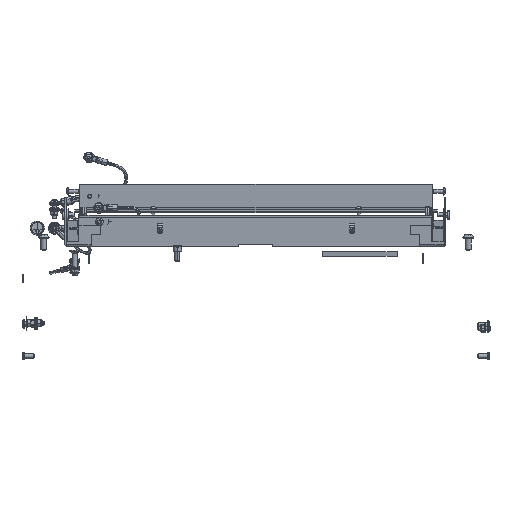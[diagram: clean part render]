
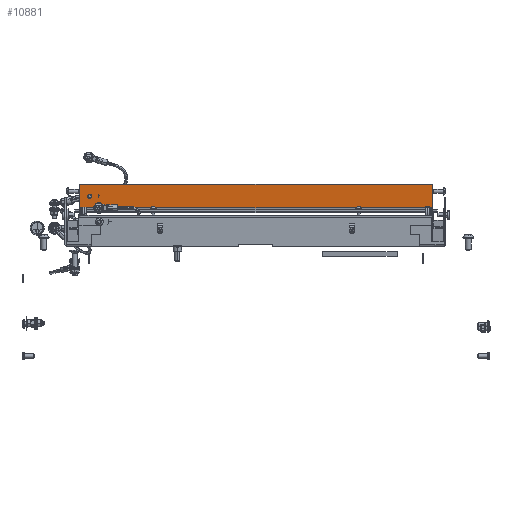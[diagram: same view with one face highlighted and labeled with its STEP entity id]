
A CAD part, top view. The second image highlights one B-rep face of the part: STEP entity #10881.
In plain terms, the highlighted face is planar.
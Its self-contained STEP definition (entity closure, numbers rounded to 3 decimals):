
#851 = EDGE_CURVE ( 'NONE', #31673, #10742, #32911, .T. ) ;
#2035 = DIRECTION ( 'NONE',  ( -1., 0., 0. ) ) ;
#5310 = ORIENTED_EDGE ( 'NONE', *, *, #28683, .F. ) ;
#6529 = VECTOR ( 'NONE', #39384, 1000. ) ;
#8479 = EDGE_CURVE ( 'NONE', #16989, #28308, #43050, .T. ) ;
#10117 = FACE_BOUND ( 'NONE', #39091, .T. ) ;
#10384 = AXIS2_PLACEMENT_3D ( 'NONE', #15583, #29737, #32941 ) ;
#10551 = ORIENTED_EDGE ( 'NONE', *, *, #8479, .F. ) ;
#10742 = VERTEX_POINT ( 'NONE', #31421 ) ;
#10881 = ADVANCED_FACE ( 'NONE', ( #10117, #37922 ), #22580, .F. ) ;
#11234 = ORIENTED_EDGE ( 'NONE', *, *, #33421, .F. ) ;
#11332 = VECTOR ( 'NONE', #13821, 1000. ) ;
#12073 = CIRCLE ( 'NONE', #23145, 1.65 ) ;
#13382 = CARTESIAN_POINT ( 'NONE',  ( -165., 14., 2. ) ) ;
#13415 = CARTESIAN_POINT ( 'NONE',  ( 175., 25., 2. ) ) ;
#13678 = ORIENTED_EDGE ( 'NONE', *, *, #851, .F. ) ;
#13821 = DIRECTION ( 'NONE',  ( 0., -1., 0. ) ) ;
#14135 = LINE ( 'NONE', #39968, #26099 ) ;
#14947 = CARTESIAN_POINT ( 'NONE',  ( -165., 14., 2. ) ) ;
#15256 = DIRECTION ( 'NONE',  ( 1., 0., 0. ) ) ;
#15583 = CARTESIAN_POINT ( 'NONE',  ( 175., 2., 2. ) ) ;
#16231 = CARTESIAN_POINT ( 'NONE',  ( -175., 2., 2. ) ) ;
#16989 = VERTEX_POINT ( 'NONE', #13415 ) ;
#17265 = EDGE_LOOP ( 'NONE', ( #21592, #11234, #10551, #37804 ) ) ;
#21592 = ORIENTED_EDGE ( 'NONE', *, *, #25208, .T. ) ;
#21885 = CARTESIAN_POINT ( 'NONE',  ( -163.35, 14., 2. ) ) ;
#22580 = PLANE ( 'NONE',  #10384 ) ;
#23145 = AXIS2_PLACEMENT_3D ( 'NONE', #13382, #44655, #23592 ) ;
#23592 = DIRECTION ( 'NONE',  ( 1., 0., 0. ) ) ;
#25208 = EDGE_CURVE ( 'NONE', #34703, #25487, #34255, .T. ) ;
#25487 = VERTEX_POINT ( 'NONE', #16231 ) ;
#26099 = VECTOR ( 'NONE', #2035, 1000. ) ;
#28308 = VERTEX_POINT ( 'NONE', #44263 ) ;
#28683 = EDGE_CURVE ( 'NONE', #10742, #31673, #12073, .T. ) ;
#29522 = DIRECTION ( 'NONE',  ( -1., 0., 0. ) ) ;
#29737 = DIRECTION ( 'NONE',  ( 0., 0., -1. ) ) ;
#31421 = CARTESIAN_POINT ( 'NONE',  ( -166.65, 14., 2. ) ) ;
#31673 = VERTEX_POINT ( 'NONE', #21885 ) ;
#32281 = DIRECTION ( 'NONE',  ( 0., 0., 1. ) ) ;
#32911 = CIRCLE ( 'NONE', #35110, 1.65 ) ;
#32941 = DIRECTION ( 'NONE',  ( 0., 1., 0. ) ) ;
#33421 = EDGE_CURVE ( 'NONE', #28308, #25487, #37420, .T. ) ;
#33840 = CARTESIAN_POINT ( 'NONE',  ( -175., 25., 2. ) ) ;
#34255 = LINE ( 'NONE', #44773, #11332 ) ;
#34703 = VERTEX_POINT ( 'NONE', #33840 ) ;
#35110 = AXIS2_PLACEMENT_3D ( 'NONE', #14947, #32281, #15256 ) ;
#36317 = VECTOR ( 'NONE', #29522, 1000. ) ;
#37420 = LINE ( 'NONE', #43425, #36317 ) ;
#37804 = ORIENTED_EDGE ( 'NONE', *, *, #39177, .T. ) ;
#37922 = FACE_OUTER_BOUND ( 'NONE', #17265, .T. ) ;
#39091 = EDGE_LOOP ( 'NONE', ( #13678, #5310 ) ) ;
#39177 = EDGE_CURVE ( 'NONE', #16989, #34703, #14135, .T. ) ;
#39384 = DIRECTION ( 'NONE',  ( 0., -1., 0. ) ) ;
#39968 = CARTESIAN_POINT ( 'NONE',  ( 175., 25., 2. ) ) ;
#42476 = CARTESIAN_POINT ( 'NONE',  ( 175., 2., 2. ) ) ;
#43050 = LINE ( 'NONE', #42476, #6529 ) ;
#43425 = CARTESIAN_POINT ( 'NONE',  ( 175., 2., 2. ) ) ;
#44263 = CARTESIAN_POINT ( 'NONE',  ( 175., 2., 2. ) ) ;
#44655 = DIRECTION ( 'NONE',  ( 0., 0., 1. ) ) ;
#44773 = CARTESIAN_POINT ( 'NONE',  ( -175., 2., 2. ) ) ;
